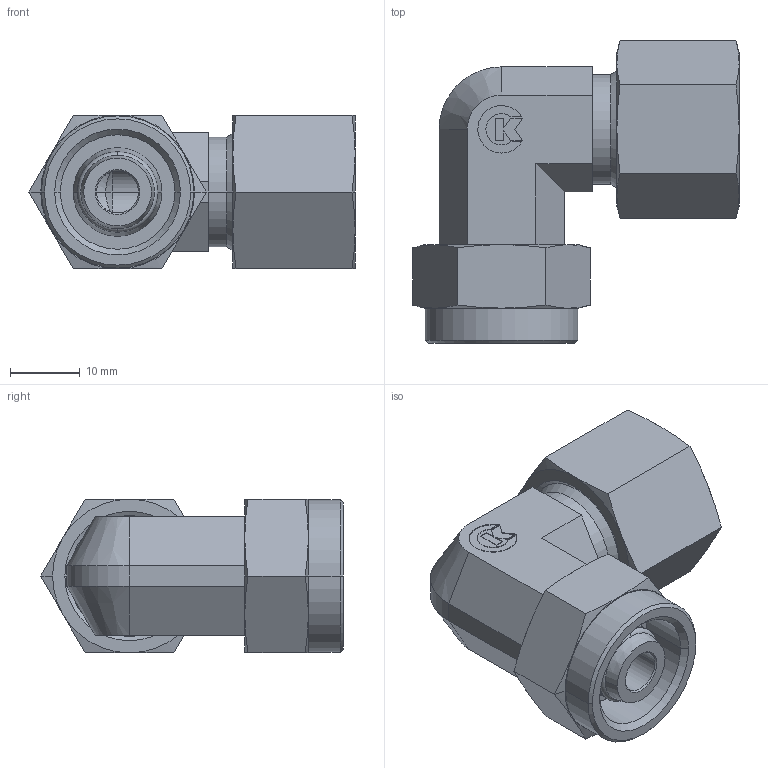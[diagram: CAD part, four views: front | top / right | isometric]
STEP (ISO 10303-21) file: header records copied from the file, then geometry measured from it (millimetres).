
FILE_DESCRIPTION( ( '' ), '1' );
FILE_NAME( '3666101810.stp', '2012-08-10T10:36:36', ( '' ), ( '' ), ' ', ' ', ' ' );
FILE_SCHEMA( ( 'CONFIG_CONTROL_DESIGN' ) );
Length unit declared in the file: millimetre
Products named in the file (3): 1; 2; 3
Bounding box: 46.7 x 43.3 x 22 mm (x, y, z)
Volume: 16958.5 mm3; surface area: 9303 mm2
Topology: 3 solids, 4 shells, 179 faces, 409 edges, 248 vertices
Faces by surface type: cone 72, plane 70, cylinder 31, torus 6
Entity records: 5203 total; most frequent: CARTESIAN_POINT 1071, DIRECTION 869, ORIENTED_EDGE 818, EDGE_CURVE 409, AXIS2_PLACEMENT_3D 332, VERTEX_POINT 248, LINE 205, VECTOR 205
